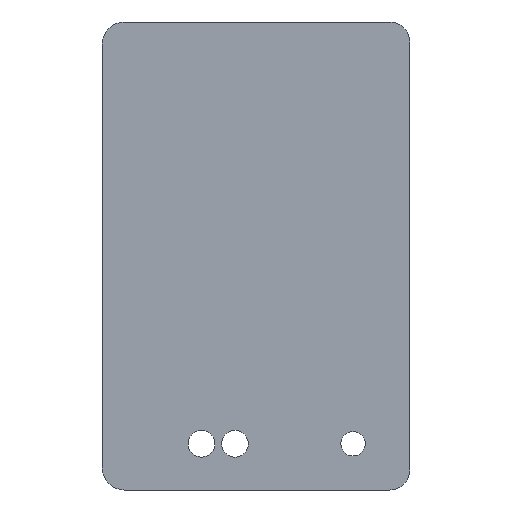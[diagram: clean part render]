
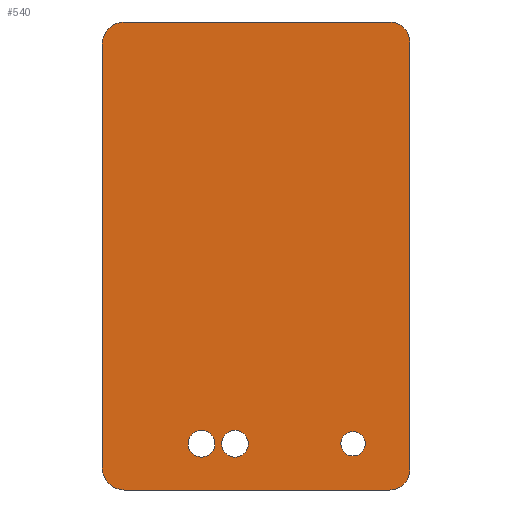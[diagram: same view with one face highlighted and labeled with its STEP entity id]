
A CAD part, front view. The second image highlights one B-rep face of the part: STEP entity #540.
In plain terms, the highlighted planar face has unit normal (0, -1, 0).
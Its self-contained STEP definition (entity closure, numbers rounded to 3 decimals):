
#12 = LINE ( 'NONE', #186, #1145 ) ;
#16 = VERTEX_POINT ( 'NONE', #44 ) ;
#39 = CARTESIAN_POINT ( 'NONE',  ( 59., 0., -96. ) ) ;
#44 = CARTESIAN_POINT ( 'NONE',  ( 50., 0., 105. ) ) ;
#65 = VERTEX_POINT ( 'NONE', #813 ) ;
#70 = EDGE_LOOP ( 'NONE', ( #439, #349 ) ) ;
#79 = CIRCLE ( 'NONE', #887, 10. ) ;
#80 = DIRECTION ( 'NONE',  ( 0., 1., 0. ) ) ;
#87 = CARTESIAN_POINT ( 'NONE',  ( -34.467, 0., -90.239 ) ) ;
#99 = VERTEX_POINT ( 'NONE', #87 ) ;
#103 = EDGE_CURVE ( 'NONE', #483, #1091, #616, .T. ) ;
#117 = ORIENTED_EDGE ( 'NONE', *, *, #920, .F. ) ;
#118 = DIRECTION ( 'NONE',  ( -1., 0., 0. ) ) ;
#131 = ORIENTED_EDGE ( 'NONE', *, *, #510, .F. ) ;
#149 = FACE_OUTER_BOUND ( 'NONE', #378, .T. ) ;
#155 = EDGE_CURVE ( 'NONE', #164, #296, #1130, .T. ) ;
#160 = DIRECTION ( 'NONE',  ( 0., 0., 1. ) ) ;
#164 = VERTEX_POINT ( 'NONE', #624 ) ;
#169 = VERTEX_POINT ( 'NONE', #244 ) ;
#170 = CARTESIAN_POINT ( 'NONE',  ( 33.533, 0., -89.704 ) ) ;
#177 = VERTEX_POINT ( 'NONE', #340 ) ;
#179 = VECTOR ( 'NONE', #629, 1000. ) ;
#186 = CARTESIAN_POINT ( 'NONE',  ( -50., 0., -105. ) ) ;
#190 = EDGE_LOOP ( 'NONE', ( #941, #1044 ) ) ;
#212 = CARTESIAN_POINT ( 'NONE',  ( -34.467, 0., -84.239 ) ) ;
#213 = CIRCLE ( 'NONE', #683, 6. ) ;
#224 = EDGE_CURVE ( 'NONE', #1091, #169, #12, .T. ) ;
#232 = CARTESIAN_POINT ( 'NONE',  ( -19.467, 0., -84.239 ) ) ;
#244 = CARTESIAN_POINT ( 'NONE',  ( -69., 0., -105. ) ) ;
#246 = CARTESIAN_POINT ( 'NONE',  ( -50., 0., 105. ) ) ;
#249 = AXIS2_PLACEMENT_3D ( 'NONE', #892, #1172, #989 ) ;
#274 = DIRECTION ( 'NONE',  ( 0., -1., 0. ) ) ;
#293 = CIRCLE ( 'NONE', #652, 5.464 ) ;
#296 = VERTEX_POINT ( 'NONE', #1028 ) ;
#301 = CARTESIAN_POINT ( 'NONE',  ( 33.533, 0., -84.239 ) ) ;
#322 = LINE ( 'NONE', #973, #1025 ) ;
#323 = CARTESIAN_POINT ( 'NONE',  ( -69., 0., 95. ) ) ;
#329 = PLANE ( 'NONE',  #249 ) ;
#330 = CARTESIAN_POINT ( 'NONE',  ( -34.467, 0., -84.239 ) ) ;
#337 = DIRECTION ( 'NONE',  ( 0., 0., -1. ) ) ;
#340 = CARTESIAN_POINT ( 'NONE',  ( -34.467, 0., -78.239 ) ) ;
#341 = DIRECTION ( 'NONE',  ( 0., 0., 1. ) ) ;
#343 = CIRCLE ( 'NONE', #451, 6. ) ;
#349 = ORIENTED_EDGE ( 'NONE', *, *, #619, .F. ) ;
#350 = CIRCLE ( 'NONE', #875, 6. ) ;
#360 = CARTESIAN_POINT ( 'NONE',  ( 50., 0., 96. ) ) ;
#378 = EDGE_LOOP ( 'NONE', ( #465, #117, #902, #788, #914, #131, #384, #1042 ) ) ;
#384 = ORIENTED_EDGE ( 'NONE', *, *, #956, .F. ) ;
#398 = CARTESIAN_POINT ( 'NONE',  ( -19.467, 0., -84.239 ) ) ;
#409 = AXIS2_PLACEMENT_3D ( 'NONE', #360, #804, #341 ) ;
#413 = CARTESIAN_POINT ( 'NONE',  ( -79., 0., -95. ) ) ;
#421 = CARTESIAN_POINT ( 'NONE',  ( 33.533, 0., -78.775 ) ) ;
#428 = DIRECTION ( 'NONE',  ( 0., 0., 1. ) ) ;
#434 = DIRECTION ( 'NONE',  ( 0., 1., 0. ) ) ;
#439 = ORIENTED_EDGE ( 'NONE', *, *, #459, .F. ) ;
#451 = AXIS2_PLACEMENT_3D ( 'NONE', #232, #635, #1089 ) ;
#459 = EDGE_CURVE ( 'NONE', #553, #895, #952, .T. ) ;
#465 = ORIENTED_EDGE ( 'NONE', *, *, #103, .F. ) ;
#479 = EDGE_LOOP ( 'NONE', ( #495, #801 ) ) ;
#483 = VERTEX_POINT ( 'NONE', #39 ) ;
#489 = EDGE_CURVE ( 'NONE', #65, #709, #350, .T. ) ;
#491 = CIRCLE ( 'NONE', #657, 6. ) ;
#495 = ORIENTED_EDGE ( 'NONE', *, *, #1154, .F. ) ;
#510 = EDGE_CURVE ( 'NONE', #538, #164, #978, .T. ) ;
#518 = FACE_BOUND ( 'NONE', #479, .T. ) ;
#532 = FACE_BOUND ( 'NONE', #70, .T. ) ;
#534 = CARTESIAN_POINT ( 'NONE',  ( 50., 0., -105. ) ) ;
#538 = VERTEX_POINT ( 'NONE', #413 ) ;
#540 = ADVANCED_FACE ( 'NONE', ( #518, #812, #532, #149 ), #329, .F. ) ;
#553 = VERTEX_POINT ( 'NONE', #170 ) ;
#554 = CARTESIAN_POINT ( 'NONE',  ( 33.533, 0., -84.239 ) ) ;
#569 = AXIS2_PLACEMENT_3D ( 'NONE', #301, #1144, #1057 ) ;
#615 = AXIS2_PLACEMENT_3D ( 'NONE', #323, #80, #904 ) ;
#616 = CIRCLE ( 'NONE', #896, 9. ) ;
#619 = EDGE_CURVE ( 'NONE', #895, #553, #293, .T. ) ;
#624 = CARTESIAN_POINT ( 'NONE',  ( -79., 0., 95. ) ) ;
#629 = DIRECTION ( 'NONE',  ( 1., 0., 0. ) ) ;
#635 = DIRECTION ( 'NONE',  ( 0., -1., 0. ) ) ;
#652 = AXIS2_PLACEMENT_3D ( 'NONE', #554, #274, #1021 ) ;
#657 = AXIS2_PLACEMENT_3D ( 'NONE', #212, #661, #1128 ) ;
#661 = DIRECTION ( 'NONE',  ( 0., -1., 0. ) ) ;
#683 = AXIS2_PLACEMENT_3D ( 'NONE', #330, #1068, #894 ) ;
#692 = DIRECTION ( 'NONE',  ( 0., 0., 1. ) ) ;
#709 = VERTEX_POINT ( 'NONE', #900 ) ;
#726 = CARTESIAN_POINT ( 'NONE',  ( -79., 0., -95. ) ) ;
#748 = EDGE_CURVE ( 'NONE', #296, #16, #752, .T. ) ;
#752 = LINE ( 'NONE', #246, #179 ) ;
#788 = ORIENTED_EDGE ( 'NONE', *, *, #748, .F. ) ;
#791 = CARTESIAN_POINT ( 'NONE',  ( -69., 0., -95. ) ) ;
#801 = ORIENTED_EDGE ( 'NONE', *, *, #906, .F. ) ;
#804 = DIRECTION ( 'NONE',  ( 0., 1., 0. ) ) ;
#812 = FACE_BOUND ( 'NONE', #190, .T. ) ;
#813 = CARTESIAN_POINT ( 'NONE',  ( -19.467, 0., -78.239 ) ) ;
#875 = AXIS2_PLACEMENT_3D ( 'NONE', #398, #1139, #692 ) ;
#877 = DIRECTION ( 'NONE',  ( 0., 1., 0. ) ) ;
#883 = VERTEX_POINT ( 'NONE', #1116 ) ;
#887 = AXIS2_PLACEMENT_3D ( 'NONE', #791, #877, #888 ) ;
#888 = DIRECTION ( 'NONE',  ( 0., 0., 1. ) ) ;
#892 = CARTESIAN_POINT ( 'NONE',  ( 50., 0., -96. ) ) ;
#894 = DIRECTION ( 'NONE',  ( 0., 0., 1. ) ) ;
#895 = VERTEX_POINT ( 'NONE', #421 ) ;
#896 = AXIS2_PLACEMENT_3D ( 'NONE', #910, #434, #428 ) ;
#900 = CARTESIAN_POINT ( 'NONE',  ( -19.467, 0., -90.239 ) ) ;
#902 = ORIENTED_EDGE ( 'NONE', *, *, #1115, .F. ) ;
#904 = DIRECTION ( 'NONE',  ( 0., 0., 1. ) ) ;
#906 = EDGE_CURVE ( 'NONE', #177, #99, #213, .T. ) ;
#910 = CARTESIAN_POINT ( 'NONE',  ( 50., 0., -96. ) ) ;
#914 = ORIENTED_EDGE ( 'NONE', *, *, #155, .F. ) ;
#920 = EDGE_CURVE ( 'NONE', #883, #483, #322, .T. ) ;
#941 = ORIENTED_EDGE ( 'NONE', *, *, #1009, .F. ) ;
#952 = CIRCLE ( 'NONE', #569, 5.464 ) ;
#956 = EDGE_CURVE ( 'NONE', #169, #538, #79, .T. ) ;
#973 = CARTESIAN_POINT ( 'NONE',  ( 59., 0., 96. ) ) ;
#978 = LINE ( 'NONE', #726, #1142 ) ;
#989 = DIRECTION ( 'NONE',  ( 0., 0., 1. ) ) ;
#1009 = EDGE_CURVE ( 'NONE', #709, #65, #343, .T. ) ;
#1021 = DIRECTION ( 'NONE',  ( 0., 0., 1. ) ) ;
#1025 = VECTOR ( 'NONE', #337, 1000. ) ;
#1028 = CARTESIAN_POINT ( 'NONE',  ( -69., 0., 105. ) ) ;
#1042 = ORIENTED_EDGE ( 'NONE', *, *, #224, .F. ) ;
#1044 = ORIENTED_EDGE ( 'NONE', *, *, #489, .F. ) ;
#1057 = DIRECTION ( 'NONE',  ( 0., 0., 1. ) ) ;
#1068 = DIRECTION ( 'NONE',  ( 0., -1., 0. ) ) ;
#1089 = DIRECTION ( 'NONE',  ( 0., 0., 1. ) ) ;
#1091 = VERTEX_POINT ( 'NONE', #534 ) ;
#1115 = EDGE_CURVE ( 'NONE', #16, #883, #1129, .T. ) ;
#1116 = CARTESIAN_POINT ( 'NONE',  ( 59., 0., 96. ) ) ;
#1128 = DIRECTION ( 'NONE',  ( 0., 0., 1. ) ) ;
#1129 = CIRCLE ( 'NONE', #409, 9. ) ;
#1130 = CIRCLE ( 'NONE', #615, 10. ) ;
#1139 = DIRECTION ( 'NONE',  ( 0., -1., 0. ) ) ;
#1142 = VECTOR ( 'NONE', #160, 1000. ) ;
#1144 = DIRECTION ( 'NONE',  ( 0., -1., 0. ) ) ;
#1145 = VECTOR ( 'NONE', #118, 1000. ) ;
#1154 = EDGE_CURVE ( 'NONE', #99, #177, #491, .T. ) ;
#1172 = DIRECTION ( 'NONE',  ( 0., 1., 0. ) ) ;
